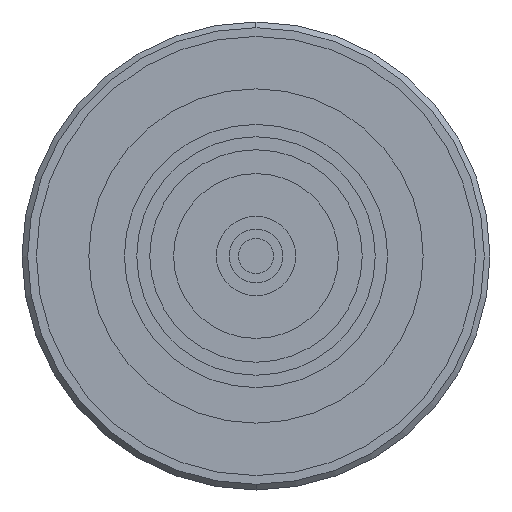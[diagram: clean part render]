
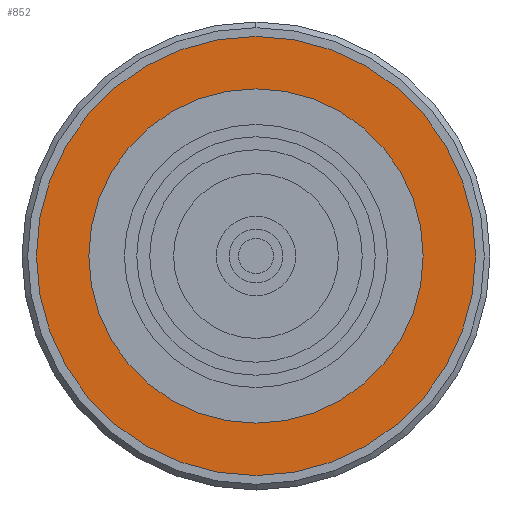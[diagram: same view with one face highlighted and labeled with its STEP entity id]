
A CAD part, left-side view. The second image highlights one B-rep face of the part: STEP entity #852.
In plain terms, the highlighted planar face has unit normal (-1, 0, 0).
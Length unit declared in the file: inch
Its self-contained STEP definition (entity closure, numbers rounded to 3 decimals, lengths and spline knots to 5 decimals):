
#337 = VERTEX_POINT ( 'NONE', #2082 ) ;
#341 = EDGE_CURVE ( 'NONE', #342, #343, #2131, .T. ) ;
#342 = VERTEX_POINT ( 'NONE', #2140 ) ;
#343 = VERTEX_POINT ( 'NONE', #2139 ) ;
#371 = EDGE_CURVE ( 'NONE', #337, #372, #2161, .T. ) ;
#372 = VERTEX_POINT ( 'NONE', #2156 ) ;
#821 = EDGE_CURVE ( 'NONE', #343, #342, #3141, .T. ) ;
#852 = ADVANCED_FACE ( 'NONE', ( #3220, #3215 ), #3214, .F. ) ;
#853 = ORIENTED_EDGE ( 'NONE', *, *, #854, .F. ) ;
#854 = EDGE_CURVE ( 'NONE', #372, #337, #3063, .T. ) ;
#855 = ORIENTED_EDGE ( 'NONE', *, *, #371, .F. ) ;
#856 = EDGE_LOOP ( 'NONE', ( #857, #910 ) ) ;
#857 = ORIENTED_EDGE ( 'NONE', *, *, #821, .T. ) ;
#910 = ORIENTED_EDGE ( 'NONE', *, *, #341, .T. ) ;
#916 = EDGE_LOOP ( 'NONE', ( #853, #855 ) ) ;
#2082 = CARTESIAN_POINT ( 'NONE',  ( 0.074, 0., -0.3875 ) ) ;
#2130 = AXIS2_PLACEMENT_3D ( 'NONE', #2143, #2142, #2141 ) ;
#2131 = CIRCLE ( 'NONE', #2130, 0.295 ) ;
#2139 = CARTESIAN_POINT ( 'NONE',  ( 0.074, 0., 0.295 ) ) ;
#2140 = CARTESIAN_POINT ( 'NONE',  ( 0.074, 0., -0.295 ) ) ;
#2141 = DIRECTION ( 'NONE',  ( 0., 0., -1. ) ) ;
#2142 = DIRECTION ( 'NONE',  ( 1., 0., 0. ) ) ;
#2143 = CARTESIAN_POINT ( 'NONE',  ( 0.074, 0., 0. ) ) ;
#2156 = CARTESIAN_POINT ( 'NONE',  ( 0.074, 0., 0.3875 ) ) ;
#2157 = DIRECTION ( 'NONE',  ( 0., 0., -1. ) ) ;
#2158 = DIRECTION ( 'NONE',  ( 1., 0., 0. ) ) ;
#2159 = CARTESIAN_POINT ( 'NONE',  ( 0.074, 0., 0. ) ) ;
#2160 = AXIS2_PLACEMENT_3D ( 'NONE', #2159, #2158, #2157 ) ;
#2161 = CIRCLE ( 'NONE', #2160, 0.3875 ) ;
#3059 = DIRECTION ( 'NONE',  ( 0., 0., -1. ) ) ;
#3060 = DIRECTION ( 'NONE',  ( 1., 0., 0. ) ) ;
#3061 = CARTESIAN_POINT ( 'NONE',  ( 0.074, 0., 0. ) ) ;
#3062 = AXIS2_PLACEMENT_3D ( 'NONE', #3061, #3060, #3059 ) ;
#3063 = CIRCLE ( 'NONE', #3062, 0.3875 ) ;
#3065 = DIRECTION ( 'NONE',  ( 0., 0., -1. ) ) ;
#3066 = DIRECTION ( 'NONE',  ( 1., 0., 0. ) ) ;
#3067 = CARTESIAN_POINT ( 'NONE',  ( 0.074, 0., 0. ) ) ;
#3068 = AXIS2_PLACEMENT_3D ( 'NONE', #3067, #3066, #3065 ) ;
#3137 = DIRECTION ( 'NONE',  ( 0., 0., -1. ) ) ;
#3138 = DIRECTION ( 'NONE',  ( 1., 0., 0. ) ) ;
#3139 = CARTESIAN_POINT ( 'NONE',  ( 0.074, 0., 0. ) ) ;
#3140 = AXIS2_PLACEMENT_3D ( 'NONE', #3139, #3138, #3137 ) ;
#3141 = CIRCLE ( 'NONE', #3140, 0.295 ) ;
#3214 = PLANE ( 'NONE',  #3068 ) ;
#3215 = FACE_BOUND ( 'NONE', #856, .T. ) ;
#3220 = FACE_OUTER_BOUND ( 'NONE', #916, .T. ) ;
